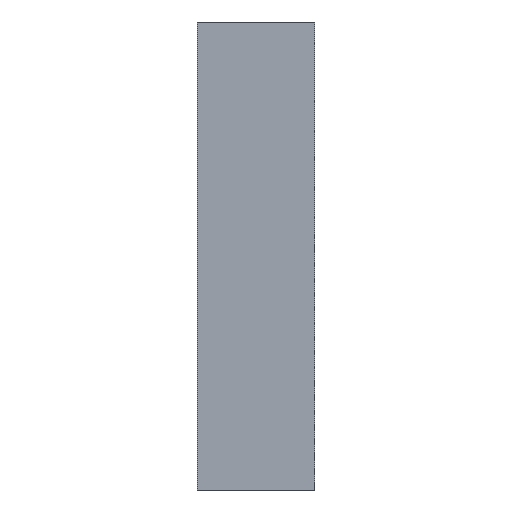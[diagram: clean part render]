
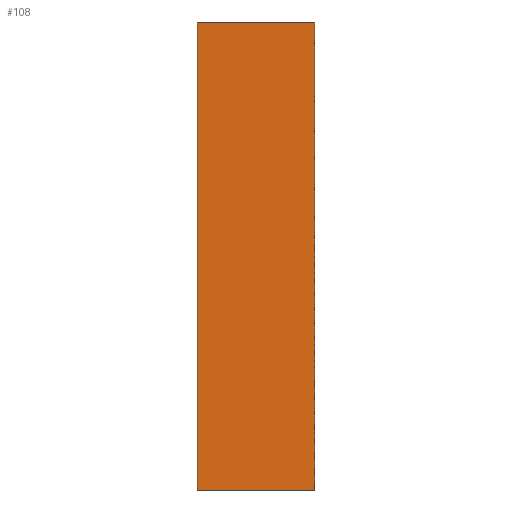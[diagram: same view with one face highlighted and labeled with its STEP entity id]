
A CAD part, front view. The second image highlights one B-rep face of the part: STEP entity #108.
In plain terms, the highlighted planar face has unit normal (0, -1, 0).
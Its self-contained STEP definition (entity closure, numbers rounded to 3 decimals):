
#108 = ADVANCED_FACE( '', ( #179 ), #180, .T. );
#179 = FACE_OUTER_BOUND( '', #1223, .T. );
#180 = PLANE( '', #1224 );
#1223 = EDGE_LOOP( '', ( #1485, #1486, #1487, #1488 ) );
#1224 = AXIS2_PLACEMENT_3D( '', #1489, #1490, #1491 );
#1485 = ORIENTED_EDGE( '', *, *, #1518, .F. );
#1486 = ORIENTED_EDGE( '', *, *, #1517, .F. );
#1487 = ORIENTED_EDGE( '', *, *, #1586, .T. );
#1488 = ORIENTED_EDGE( '', *, *, #1584, .T. );
#1489 = CARTESIAN_POINT( '', ( 50., 0., 0. ) );
#1490 = DIRECTION( '', ( 0., -1., 0. ) );
#1491 = DIRECTION( '', ( 0., 0., -1. ) );
#1517 = EDGE_CURVE( '', #1623, #1621, #1625, .T. );
#1518 = EDGE_CURVE( '', #1621, #1626, #1627, .T. );
#1584 = EDGE_CURVE( '', #1726, #1626, #1727, .T. );
#1586 = EDGE_CURVE( '', #1623, #1726, #1729, .T. );
#1621 = VERTEX_POINT( '', #1774 );
#1623 = VERTEX_POINT( '', #1777 );
#1625 = LINE( '', #1780, #1781 );
#1626 = VERTEX_POINT( '', #1782 );
#1627 = LINE( '', #1783, #1784 );
#1726 = VERTEX_POINT( '', #2321 );
#1727 = LINE( '', #2322, #2323 );
#1729 = LINE( '', #2326, #2327 );
#1774 = CARTESIAN_POINT( '', ( -50., 0., 0. ) );
#1777 = CARTESIAN_POINT( '', ( 50., 0., 0. ) );
#1780 = CARTESIAN_POINT( '', ( 50., 0., 0. ) );
#1781 = VECTOR( '', #2361, 1000. );
#1782 = CARTESIAN_POINT( '', ( -50., 0., 400. ) );
#1783 = CARTESIAN_POINT( '', ( -50., 0., 0. ) );
#1784 = VECTOR( '', #2362, 1000. );
#2321 = CARTESIAN_POINT( '', ( 50., 0., 400. ) );
#2322 = CARTESIAN_POINT( '', ( 50., 0., 400. ) );
#2323 = VECTOR( '', #2474, 1000. );
#2326 = CARTESIAN_POINT( '', ( 50., 0., 0. ) );
#2327 = VECTOR( '', #2476, 1000. );
#2361 = DIRECTION( '', ( -1., 0., 0. ) );
#2362 = DIRECTION( '', ( 0., 0., 1. ) );
#2474 = DIRECTION( '', ( -1., 0., 0. ) );
#2476 = DIRECTION( '', ( 0., 0., 1. ) );
